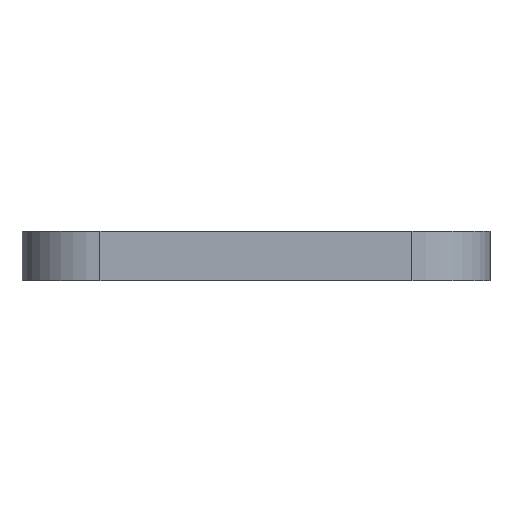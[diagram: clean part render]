
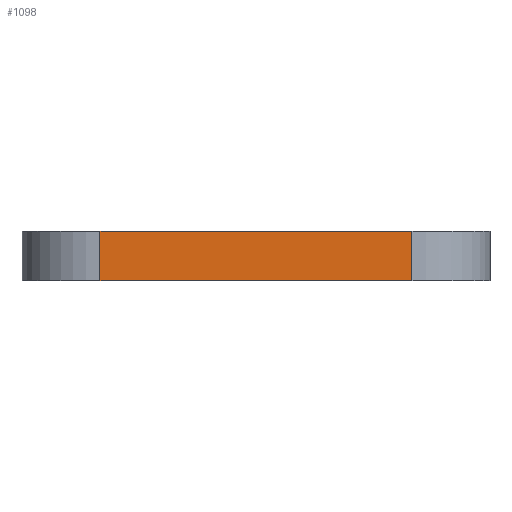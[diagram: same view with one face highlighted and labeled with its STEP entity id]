
A CAD part, left-side view. The second image highlights one B-rep face of the part: STEP entity #1098.
In plain terms, the highlighted planar face has unit normal (-1, 0, 0).
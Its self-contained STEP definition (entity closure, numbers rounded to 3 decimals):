
#84 = PLANE('',#85);
#85 = AXIS2_PLACEMENT_3D('',#86,#87,#88);
#86 = CARTESIAN_POINT('',(148.501,-105.004,1.6));
#87 = DIRECTION('',(0.,0.,1.));
#88 = DIRECTION('',(1.,0.,-0.));
#139 = PLANE('',#140);
#140 = AXIS2_PLACEMENT_3D('',#141,#142,#143);
#141 = CARTESIAN_POINT('',(148.501,-105.004,0.));
#142 = DIRECTION('',(0.,0.,1.));
#143 = DIRECTION('',(1.,0.,-0.));
#248 = CYLINDRICAL_SURFACE('',#249,2.54);
#249 = AXIS2_PLACEMENT_3D('',#250,#251,#252);
#250 = CARTESIAN_POINT('',(142.151,-99.924,0.));
#251 = DIRECTION('',(-0.,-0.,-1.));
#252 = DIRECTION('',(1.,0.,-0.));
#309 = VERTEX_POINT('',#310);
#310 = CARTESIAN_POINT('',(139.611,-99.924,0.));
#332 = EDGE_CURVE('',#333,#309,#335,.T.);
#333 = VERTEX_POINT('',#334);
#334 = CARTESIAN_POINT('',(139.611,-110.084,0.));
#335 = SURFACE_CURVE('',#336,(#340,#347),.PCURVE_S1.);
#336 = LINE('',#337,#338);
#337 = CARTESIAN_POINT('',(139.611,-110.084,0.));
#338 = VECTOR('',#339,1.);
#339 = DIRECTION('',(0.,1.,0.));
#340 = PCURVE('',#139,#341);
#341 = DEFINITIONAL_REPRESENTATION('',(#342),#346);
#342 = LINE('',#343,#344);
#343 = CARTESIAN_POINT('',(-8.89,-5.08));
#344 = VECTOR('',#345,1.);
#345 = DIRECTION('',(0.,1.));
#346 = ( GEOMETRIC_REPRESENTATION_CONTEXT(2) 
PARAMETRIC_REPRESENTATION_CONTEXT() REPRESENTATION_CONTEXT('2D SPACE',''
  ) );
#347 = PCURVE('',#348,#353);
#348 = PLANE('',#349);
#349 = AXIS2_PLACEMENT_3D('',#350,#351,#352);
#350 = CARTESIAN_POINT('',(139.611,-110.084,0.));
#351 = DIRECTION('',(-1.,0.,0.));
#352 = DIRECTION('',(0.,1.,0.));
#353 = DEFINITIONAL_REPRESENTATION('',(#354),#358);
#354 = LINE('',#355,#356);
#355 = CARTESIAN_POINT('',(0.,0.));
#356 = VECTOR('',#357,1.);
#357 = DIRECTION('',(1.,0.));
#358 = ( GEOMETRIC_REPRESENTATION_CONTEXT(2) 
PARAMETRIC_REPRESENTATION_CONTEXT() REPRESENTATION_CONTEXT('2D SPACE',''
  ) );
#377 = CYLINDRICAL_SURFACE('',#378,2.54);
#378 = AXIS2_PLACEMENT_3D('',#379,#380,#381);
#379 = CARTESIAN_POINT('',(142.151,-110.084,0.));
#380 = DIRECTION('',(-0.,-0.,-1.));
#381 = DIRECTION('',(1.,0.,-0.));
#694 = VERTEX_POINT('',#695);
#695 = CARTESIAN_POINT('',(139.611,-99.924,1.6));
#717 = EDGE_CURVE('',#718,#694,#720,.T.);
#718 = VERTEX_POINT('',#719);
#719 = CARTESIAN_POINT('',(139.611,-110.084,1.6));
#720 = SURFACE_CURVE('',#721,(#725,#732),.PCURVE_S1.);
#721 = LINE('',#722,#723);
#722 = CARTESIAN_POINT('',(139.611,-110.084,1.6));
#723 = VECTOR('',#724,1.);
#724 = DIRECTION('',(0.,1.,0.));
#725 = PCURVE('',#84,#726);
#726 = DEFINITIONAL_REPRESENTATION('',(#727),#731);
#727 = LINE('',#728,#729);
#728 = CARTESIAN_POINT('',(-8.89,-5.08));
#729 = VECTOR('',#730,1.);
#730 = DIRECTION('',(0.,1.));
#731 = ( GEOMETRIC_REPRESENTATION_CONTEXT(2) 
PARAMETRIC_REPRESENTATION_CONTEXT() REPRESENTATION_CONTEXT('2D SPACE',''
  ) );
#732 = PCURVE('',#348,#733);
#733 = DEFINITIONAL_REPRESENTATION('',(#734),#738);
#734 = LINE('',#735,#736);
#735 = CARTESIAN_POINT('',(0.,-1.6));
#736 = VECTOR('',#737,1.);
#737 = DIRECTION('',(1.,0.));
#738 = ( GEOMETRIC_REPRESENTATION_CONTEXT(2) 
PARAMETRIC_REPRESENTATION_CONTEXT() REPRESENTATION_CONTEXT('2D SPACE',''
  ) );
#1050 = EDGE_CURVE('',#309,#694,#1051,.T.);
#1051 = SURFACE_CURVE('',#1052,(#1056,#1063),.PCURVE_S1.);
#1052 = LINE('',#1053,#1054);
#1053 = CARTESIAN_POINT('',(139.611,-99.924,0.));
#1054 = VECTOR('',#1055,1.);
#1055 = DIRECTION('',(0.,0.,1.));
#1056 = PCURVE('',#248,#1057);
#1057 = DEFINITIONAL_REPRESENTATION('',(#1058),#1062);
#1058 = LINE('',#1059,#1060);
#1059 = CARTESIAN_POINT('',(-3.141,0.));
#1060 = VECTOR('',#1061,1.);
#1061 = DIRECTION('',(-0.,-1.));
#1062 = ( GEOMETRIC_REPRESENTATION_CONTEXT(2) 
PARAMETRIC_REPRESENTATION_CONTEXT() REPRESENTATION_CONTEXT('2D SPACE',''
  ) );
#1063 = PCURVE('',#348,#1064);
#1064 = DEFINITIONAL_REPRESENTATION('',(#1065),#1069);
#1065 = LINE('',#1066,#1067);
#1066 = CARTESIAN_POINT('',(10.16,0.));
#1067 = VECTOR('',#1068,1.);
#1068 = DIRECTION('',(0.,-1.));
#1069 = ( GEOMETRIC_REPRESENTATION_CONTEXT(2) 
PARAMETRIC_REPRESENTATION_CONTEXT() REPRESENTATION_CONTEXT('2D SPACE',''
  ) );
#1098 = ADVANCED_FACE('',(#1099),#348,.T.);
#1099 = FACE_BOUND('',#1100,.T.);
#1100 = EDGE_LOOP('',(#1101,#1122,#1123,#1124));
#1101 = ORIENTED_EDGE('',*,*,#1102,.T.);
#1102 = EDGE_CURVE('',#333,#718,#1103,.T.);
#1103 = SURFACE_CURVE('',#1104,(#1108,#1115),.PCURVE_S1.);
#1104 = LINE('',#1105,#1106);
#1105 = CARTESIAN_POINT('',(139.611,-110.084,0.));
#1106 = VECTOR('',#1107,1.);
#1107 = DIRECTION('',(0.,0.,1.));
#1108 = PCURVE('',#348,#1109);
#1109 = DEFINITIONAL_REPRESENTATION('',(#1110),#1114);
#1110 = LINE('',#1111,#1112);
#1111 = CARTESIAN_POINT('',(0.,0.));
#1112 = VECTOR('',#1113,1.);
#1113 = DIRECTION('',(0.,-1.));
#1114 = ( GEOMETRIC_REPRESENTATION_CONTEXT(2) 
PARAMETRIC_REPRESENTATION_CONTEXT() REPRESENTATION_CONTEXT('2D SPACE',''
  ) );
#1115 = PCURVE('',#377,#1116);
#1116 = DEFINITIONAL_REPRESENTATION('',(#1117),#1121);
#1117 = LINE('',#1118,#1119);
#1118 = CARTESIAN_POINT('',(-3.141,0.));
#1119 = VECTOR('',#1120,1.);
#1120 = DIRECTION('',(-0.,-1.));
#1121 = ( GEOMETRIC_REPRESENTATION_CONTEXT(2) 
PARAMETRIC_REPRESENTATION_CONTEXT() REPRESENTATION_CONTEXT('2D SPACE',''
  ) );
#1122 = ORIENTED_EDGE('',*,*,#717,.T.);
#1123 = ORIENTED_EDGE('',*,*,#1050,.F.);
#1124 = ORIENTED_EDGE('',*,*,#332,.F.);
